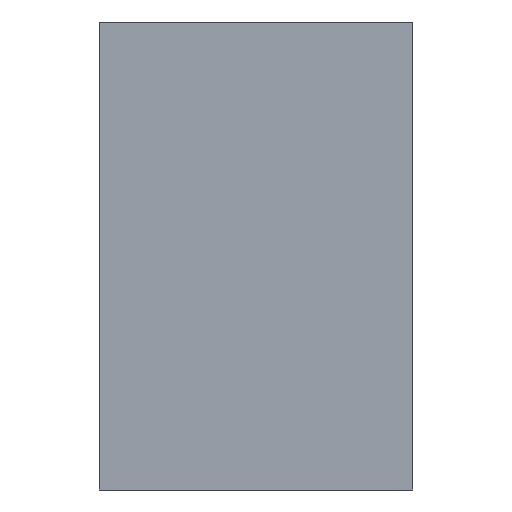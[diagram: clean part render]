
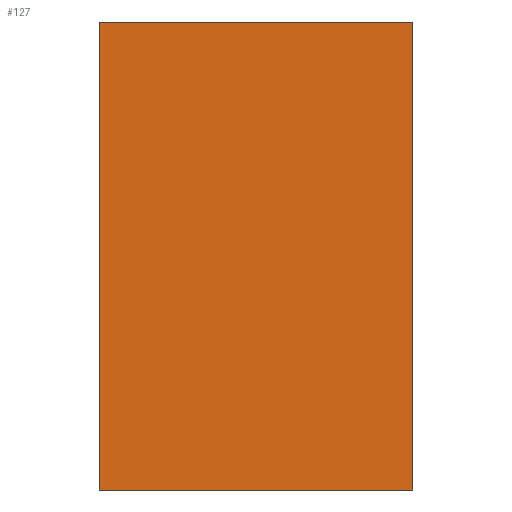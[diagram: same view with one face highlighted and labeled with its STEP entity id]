
A CAD part, front view. The second image highlights one B-rep face of the part: STEP entity #127.
In plain terms, the highlighted planar face has unit normal (0, -1, 0).
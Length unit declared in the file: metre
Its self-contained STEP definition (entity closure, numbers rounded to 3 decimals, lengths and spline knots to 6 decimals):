
#127=ADVANCED_FACE('1:315',(#259),#260,.F.);
#259=FACE_OUTER_BOUND('',#393,.T.);
#260=PLANE('',#394);
#393=EDGE_LOOP('',(#743,#744,#745,#746));
#394=AXIS2_PLACEMENT_3D('',#747,#748,#749);
#743=ORIENTED_EDGE('',*,*,#937,.F.);
#744=ORIENTED_EDGE('',*,*,#984,.F.);
#745=ORIENTED_EDGE('',*,*,#930,.F.);
#746=ORIENTED_EDGE('',*,*,#979,.F.);
#747=CARTESIAN_POINT('',(0.0,0.0,0.0));
#748=DIRECTION('',(0.0,1.0,0.0));
#749=DIRECTION('',(0.0,0.0,1.0));
#930=EDGE_CURVE('1:336',#1152,#1154,#1155,.T.);
#937=EDGE_CURVE('1:351',#1162,#1164,#1165,.T.);
#979=EDGE_CURVE('1:345',#1164,#1152,#1222,.T.);
#984=EDGE_CURVE('1:324',#1154,#1162,#1227,.T.);
#1152=VERTEX_POINT('',#1469);
#1154=VERTEX_POINT('',#1472);
#1155=LINE('',#1473,#1474);
#1162=VERTEX_POINT('',#1484);
#1164=VERTEX_POINT('',#1487);
#1165=LINE('',#1488,#1489);
#1222=LINE('',#1578,#1579);
#1227=LINE('',#1585,#1586);
#1469=CARTESIAN_POINT('',(0.0,0.0,-0.127));
#1472=CARTESIAN_POINT('',(-0.085,0.0,-0.127));
#1473=CARTESIAN_POINT('',(0.0,0.0,-0.127));
#1474=VECTOR('',#1683,1.0);
#1484=CARTESIAN_POINT('',(-0.085,0.0,0.0));
#1487=CARTESIAN_POINT('',(0.0,0.0,0.0));
#1488=CARTESIAN_POINT('',(-0.085,0.0,0.0));
#1489=VECTOR('',#1688,1.0);
#1578=CARTESIAN_POINT('',(0.0,0.0,0.0));
#1579=VECTOR('',#1721,1.0);
#1585=CARTESIAN_POINT('',(-0.085,0.0,-0.127));
#1586=VECTOR('',#1723,1.0);
#1683=DIRECTION('',(-1.0,0.0,0.0));
#1688=DIRECTION('',(1.0,0.0,0.0));
#1721=DIRECTION('',(0.0,0.0,-1.0));
#1723=DIRECTION('',(0.0,0.0,1.0));
